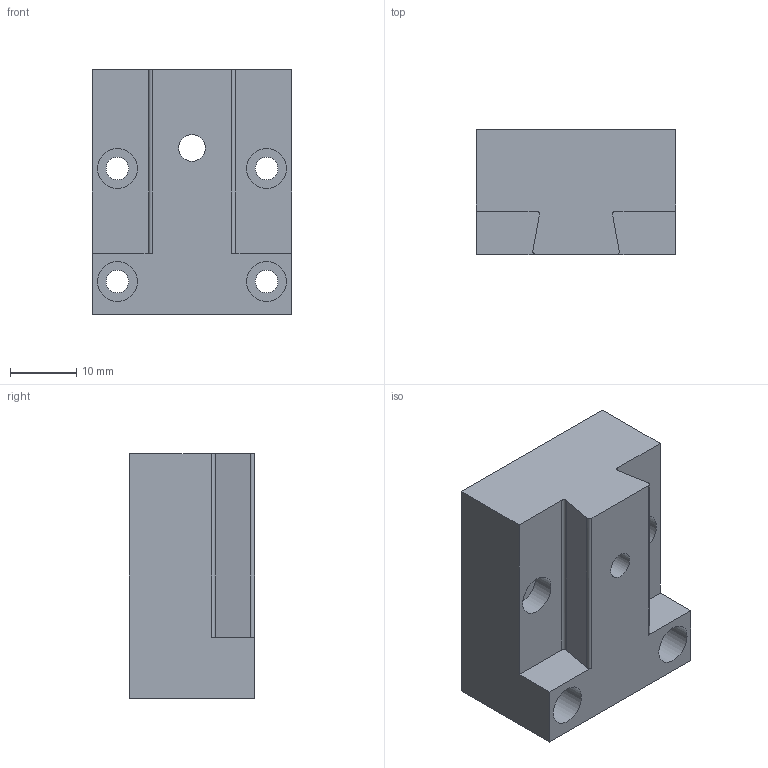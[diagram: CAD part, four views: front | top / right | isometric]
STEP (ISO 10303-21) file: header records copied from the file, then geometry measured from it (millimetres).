
FILE_DESCRIPTION(/* description */ ('STEP AP242','CAx-IF Rec.Pracs.---Representation and Presentation of Product Manufacturing Information (PMI)---4.0---2014-10-13','CAx-IF Rec.Pracs.---3D Tessellated Geometry---0.4---2014-09-14','2;1'),/* implementation_level */ '2;1');
FILE_NAME(/* name */ '680427ecc552f437d0bf474b',/* time_stamp */ '2025-04-19T22:47:08Z',/* author */ (''),/* organization */ (''),/* preprocessor_version */ 'ST-DEVELOPER v20',/* originating_system */ 'ONSHAPE BY PTC INC, 1.196',/* authorisation */ ' ');
FILE_SCHEMA (('AP242_MANAGED_MODEL_BASED_3D_ENGINEERING_MIM_LF { 1 0 10303 442 1 1 4 }'));
Length unit declared in the file: metre
Products named in the file (1): Syringe Axis To Barrel Holder Adapter
Bounding box: 30 x 18.8 x 36.75 mm (x, y, z)
Volume: 16166.2 mm3; surface area: 5833.7 mm2
Topology: 1 solids, 1 shells, 70 faces, 189 edges, 129 vertices
Faces by surface type: plane 42, bspline 18, cylinder 10
Full cylindrical faces by diameter (mm): 3.4 x4, 4 x1, 6 x4
Entity records: 2193 total; most frequent: CARTESIAN_POINT 596, ORIENTED_EDGE 342, DIRECTION 253, EDGE_CURVE 171, VERTEX_POINT 120, LINE 107, VECTOR 107, EDGE_LOOP 97
